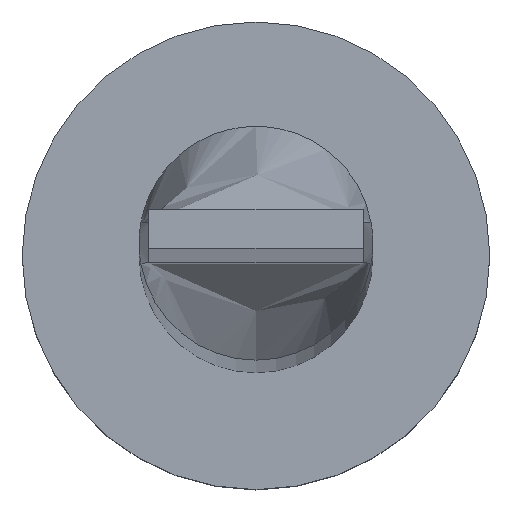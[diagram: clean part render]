
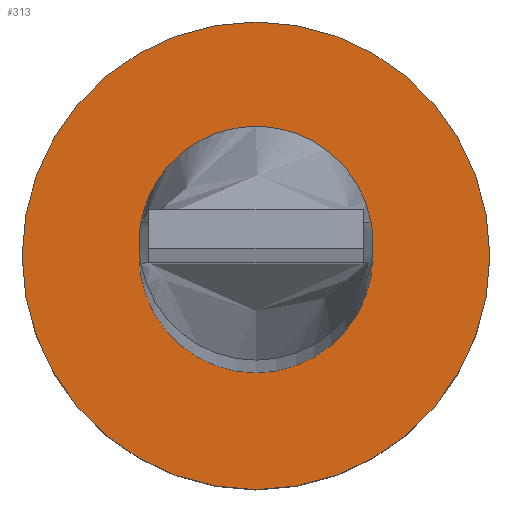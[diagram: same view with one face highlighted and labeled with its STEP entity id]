
A CAD part, top view. The second image highlights one B-rep face of the part: STEP entity #313.
In plain terms, the highlighted planar face has unit normal (0, 0, 1).
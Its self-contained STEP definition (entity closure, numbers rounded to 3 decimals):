
#10 = ORIENTED_EDGE ( 'NONE', *, *, #581, .T. ) ;
#22 = VERTEX_POINT ( 'NONE', #566 ) ;
#25 = AXIS2_PLACEMENT_3D ( 'NONE', #380, #299, #59 ) ;
#38 = CARTESIAN_POINT ( 'NONE',  ( 3., 0., 5. ) ) ;
#43 = EDGE_LOOP ( 'NONE', ( #421, #10 ) ) ;
#53 = DIRECTION ( 'NONE',  ( 1., 0., 0. ) ) ;
#59 = DIRECTION ( 'NONE',  ( 1., 0., 0. ) ) ;
#103 = CARTESIAN_POINT ( 'NONE',  ( 0., 0., 5. ) ) ;
#106 = DIRECTION ( 'NONE',  ( 1., 0., 0. ) ) ;
#118 = ORIENTED_EDGE ( 'NONE', *, *, #538, .F. ) ;
#130 = VERTEX_POINT ( 'NONE', #377 ) ;
#135 = CIRCLE ( 'NONE', #450, 3. ) ;
#178 = AXIS2_PLACEMENT_3D ( 'NONE', #200, #491, #53 ) ;
#200 = CARTESIAN_POINT ( 'NONE',  ( 0., 0., 5. ) ) ;
#204 = FACE_OUTER_BOUND ( 'NONE', #43, .T. ) ;
#243 = CARTESIAN_POINT ( 'NONE',  ( 0., 0., 5. ) ) ;
#247 = ORIENTED_EDGE ( 'NONE', *, *, #329, .F. ) ;
#254 = DIRECTION ( 'NONE',  ( 1., 0., 0. ) ) ;
#289 = CIRCLE ( 'NONE', #25, 6. ) ;
#299 = DIRECTION ( 'NONE',  ( 0., 0., 1. ) ) ;
#313 = ADVANCED_FACE ( 'NONE', ( #413, #204 ), #545, .T. ) ;
#319 = CIRCLE ( 'NONE', #178, 3. ) ;
#329 = EDGE_CURVE ( 'NONE', #22, #514, #135, .T. ) ;
#373 = EDGE_CURVE ( 'NONE', #463, #130, #289, .T. ) ;
#375 = DIRECTION ( 'NONE',  ( 1., 0., 0. ) ) ;
#377 = CARTESIAN_POINT ( 'NONE',  ( 6., 0., 5. ) ) ;
#380 = CARTESIAN_POINT ( 'NONE',  ( 0., 0., 5. ) ) ;
#413 = FACE_BOUND ( 'NONE', #505, .T. ) ;
#415 = CIRCLE ( 'NONE', #524, 6. ) ;
#421 = ORIENTED_EDGE ( 'NONE', *, *, #373, .T. ) ;
#441 = CARTESIAN_POINT ( 'NONE',  ( -6., 0., 5. ) ) ;
#450 = AXIS2_PLACEMENT_3D ( 'NONE', #243, #506, #254 ) ;
#452 = CARTESIAN_POINT ( 'NONE',  ( 0., 0., 5. ) ) ;
#463 = VERTEX_POINT ( 'NONE', #441 ) ;
#465 = AXIS2_PLACEMENT_3D ( 'NONE', #452, #503, #375 ) ;
#491 = DIRECTION ( 'NONE',  ( 0., 0., 1. ) ) ;
#503 = DIRECTION ( 'NONE',  ( 0., 0., 1. ) ) ;
#505 = EDGE_LOOP ( 'NONE', ( #247, #118 ) ) ;
#506 = DIRECTION ( 'NONE',  ( 0., 0., 1. ) ) ;
#514 = VERTEX_POINT ( 'NONE', #38 ) ;
#524 = AXIS2_PLACEMENT_3D ( 'NONE', #103, #533, #106 ) ;
#533 = DIRECTION ( 'NONE',  ( 0., 0., 1. ) ) ;
#538 = EDGE_CURVE ( 'NONE', #514, #22, #319, .T. ) ;
#545 = PLANE ( 'NONE',  #465 ) ;
#566 = CARTESIAN_POINT ( 'NONE',  ( -3., 0., 5. ) ) ;
#581 = EDGE_CURVE ( 'NONE', #130, #463, #415, .T. ) ;
